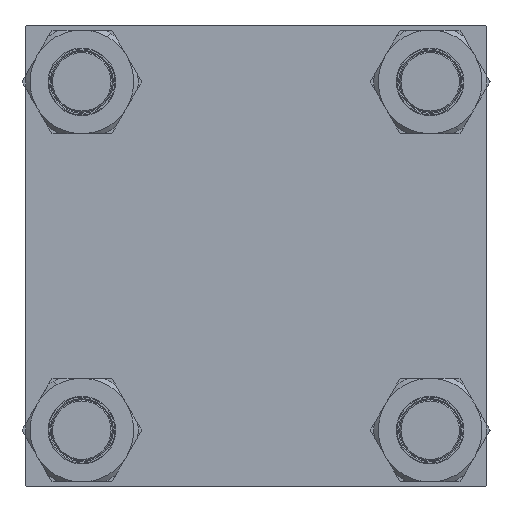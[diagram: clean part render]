
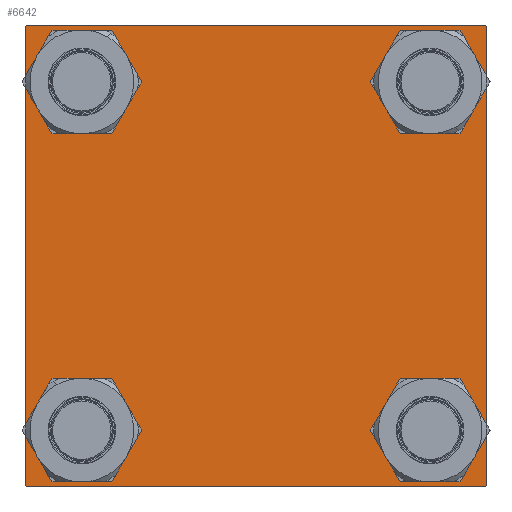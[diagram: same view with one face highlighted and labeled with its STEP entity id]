
A CAD part, left-side view. The second image highlights one B-rep face of the part: STEP entity #6642.
In plain terms, the highlighted planar face has unit normal (-1, 0, 0).
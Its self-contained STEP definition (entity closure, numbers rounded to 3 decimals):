
#134 = EDGE_CURVE ( 'NONE', #18656, #35709, #43554, .T. ) ;
#423 = CARTESIAN_POINT ( 'NONE',  ( 0., 77.45, -91.45 ) ) ;
#478 = EDGE_CURVE ( 'NONE', #35709, #18656, #13153, .T. ) ;
#718 = DIRECTION ( 'NONE',  ( 1., 0., 0. ) ) ;
#871 = DIRECTION ( 'NONE',  ( 0., 0., 1. ) ) ;
#1335 = DIRECTION ( 'NONE',  ( 0., 0., 1. ) ) ;
#1466 = CARTESIAN_POINT ( 'NONE',  ( 0., 102.25, 102.25 ) ) ;
#3004 = CIRCLE ( 'NONE', #29301, 14. ) ;
#3034 = DIRECTION ( 'NONE',  ( 0., 0., 1. ) ) ;
#3236 = AXIS2_PLACEMENT_3D ( 'NONE', #7680, #50636, #15395 ) ;
#3985 = VECTOR ( 'NONE', #17449, 1000. ) ;
#4030 = CIRCLE ( 'NONE', #3236, 14. ) ;
#4683 = EDGE_LOOP ( 'NONE', ( #39962, #19499 ) ) ;
#5039 = AXIS2_PLACEMENT_3D ( 'NONE', #16547, #40182, #1335 ) ;
#5469 = CARTESIAN_POINT ( 'NONE',  ( 0., -77.45, 91.45 ) ) ;
#6034 = CARTESIAN_POINT ( 'NONE',  ( 0., -102.25, 102.25 ) ) ;
#6642 = ADVANCED_FACE ( 'NONE', ( #21561, #17710, #41605, #34372, #10993 ), #49326, .T. ) ;
#7035 = DIRECTION ( 'NONE',  ( 0., 0.707, 0.707 ) ) ;
#7680 = CARTESIAN_POINT ( 'NONE',  ( 0., 77.45, -77.45 ) ) ;
#7849 = DIRECTION ( 'NONE',  ( 1., 0., 0. ) ) ;
#8205 = ORIENTED_EDGE ( 'NONE', *, *, #29420, .T. ) ;
#8267 = VERTEX_POINT ( 'NONE', #29398 ) ;
#8351 = CIRCLE ( 'NONE', #5039, 14. ) ;
#9964 = CARTESIAN_POINT ( 'NONE',  ( 0., 102.5, 102.5 ) ) ;
#9972 = ORIENTED_EDGE ( 'NONE', *, *, #37663, .T. ) ;
#10513 = ORIENTED_EDGE ( 'NONE', *, *, #48137, .T. ) ;
#10685 = VERTEX_POINT ( 'NONE', #34557 ) ;
#10993 = FACE_OUTER_BOUND ( 'NONE', #11948, .T. ) ;
#11053 = CARTESIAN_POINT ( 'NONE',  ( 0., -102., 102.5 ) ) ;
#11948 = EDGE_LOOP ( 'NONE', ( #15490, #23345, #9972, #8205, #48405, #31165, #34992, #10513 ) ) ;
#11949 = EDGE_CURVE ( 'NONE', #20409, #46742, #28171, .T. ) ;
#12508 = CIRCLE ( 'NONE', #48633, 14. ) ;
#12787 = VERTEX_POINT ( 'NONE', #33868 ) ;
#12835 = CARTESIAN_POINT ( 'NONE',  ( 0., -77.45, 77.45 ) ) ;
#13153 = CIRCLE ( 'NONE', #50935, 14. ) ;
#13492 = CARTESIAN_POINT ( 'NONE',  ( 0., 102.5, -102. ) ) ;
#13761 = CARTESIAN_POINT ( 'NONE',  ( 0., -77.45, 63.45 ) ) ;
#14141 = LINE ( 'NONE', #44231, #31349 ) ;
#14359 = DIRECTION ( 'NONE',  ( 0., 0., 1. ) ) ;
#14699 = ORIENTED_EDGE ( 'NONE', *, *, #42351, .T. ) ;
#14809 = VERTEX_POINT ( 'NONE', #47810 ) ;
#15156 = LINE ( 'NONE', #22872, #44407 ) ;
#15230 = DIRECTION ( 'NONE',  ( 1., 0., 0. ) ) ;
#15395 = DIRECTION ( 'NONE',  ( 0., 0., 1. ) ) ;
#15443 = EDGE_CURVE ( 'NONE', #10685, #12787, #17683, .T. ) ;
#15490 = ORIENTED_EDGE ( 'NONE', *, *, #11949, .T. ) ;
#16199 = CARTESIAN_POINT ( 'NONE',  ( 0., -102.5, 102.5 ) ) ;
#16547 = CARTESIAN_POINT ( 'NONE',  ( 0., 77.45, -77.45 ) ) ;
#16610 = CARTESIAN_POINT ( 'NONE',  ( 0., 102.5, 102.5 ) ) ;
#16836 = DIRECTION ( 'NONE',  ( 0., 0., 1. ) ) ;
#16991 = EDGE_CURVE ( 'NONE', #8267, #48218, #39849, .T. ) ;
#17449 = DIRECTION ( 'NONE',  ( 0., 0.707, -0.707 ) ) ;
#17683 = CIRCLE ( 'NONE', #35711, 14. ) ;
#17710 = FACE_BOUND ( 'NONE', #50429, .T. ) ;
#18079 = AXIS2_PLACEMENT_3D ( 'NONE', #12835, #718, #24648 ) ;
#18191 = DIRECTION ( 'NONE',  ( 0., -1., 0. ) ) ;
#18206 = LINE ( 'NONE', #1466, #3985 ) ;
#18369 = EDGE_CURVE ( 'NONE', #40417, #49059, #49564, .T. ) ;
#18656 = VERTEX_POINT ( 'NONE', #13761 ) ;
#19499 = ORIENTED_EDGE ( 'NONE', *, *, #134, .T. ) ;
#19503 = EDGE_CURVE ( 'NONE', #46263, #36296, #4030, .T. ) ;
#20409 = VERTEX_POINT ( 'NONE', #41930 ) ;
#21561 = FACE_BOUND ( 'NONE', #4683, .T. ) ;
#22036 = DIRECTION ( 'NONE',  ( 0., -1., 0. ) ) ;
#22318 = DIRECTION ( 'NONE',  ( -1., 0., 0. ) ) ;
#22872 = CARTESIAN_POINT ( 'NONE',  ( 0., 102.25, -102.25 ) ) ;
#23211 = VERTEX_POINT ( 'NONE', #27332 ) ;
#23345 = ORIENTED_EDGE ( 'NONE', *, *, #25975, .T. ) ;
#23789 = CARTESIAN_POINT ( 'NONE',  ( 0., 77.45, 77.45 ) ) ;
#24277 = EDGE_CURVE ( 'NONE', #36296, #46263, #8351, .T. ) ;
#24288 = CARTESIAN_POINT ( 'NONE',  ( 0., -77.45, -77.45 ) ) ;
#24648 = DIRECTION ( 'NONE',  ( 0., 0., 1. ) ) ;
#24817 = ORIENTED_EDGE ( 'NONE', *, *, #29497, .T. ) ;
#25112 = AXIS2_PLACEMENT_3D ( 'NONE', #23789, #7849, #871 ) ;
#25343 = VECTOR ( 'NONE', #22036, 1000. ) ;
#25975 = EDGE_CURVE ( 'NONE', #46742, #14809, #15156, .T. ) ;
#26615 = VECTOR ( 'NONE', #7035, 1000. ) ;
#27332 = CARTESIAN_POINT ( 'NONE',  ( 0., 77.45, 91.45 ) ) ;
#27402 = DIRECTION ( 'NONE',  ( 0., 0., -1. ) ) ;
#28171 = LINE ( 'NONE', #16610, #28230 ) ;
#28230 = VECTOR ( 'NONE', #27402, 1000. ) ;
#29301 = AXIS2_PLACEMENT_3D ( 'NONE', #50467, #15230, #42483 ) ;
#29398 = CARTESIAN_POINT ( 'NONE',  ( 0., -102.5, 102. ) ) ;
#29420 = EDGE_CURVE ( 'NONE', #40097, #48218, #14141, .T. ) ;
#29497 = EDGE_CURVE ( 'NONE', #40985, #23211, #12508, .T. ) ;
#30252 = LINE ( 'NONE', #45945, #38178 ) ;
#31165 = ORIENTED_EDGE ( 'NONE', *, *, #34739, .T. ) ;
#31339 = CARTESIAN_POINT ( 'NONE',  ( 0., 102., 102.5 ) ) ;
#31349 = VECTOR ( 'NONE', #49104, 1000. ) ;
#31874 = DIRECTION ( 'NONE',  ( 0., 0., -1. ) ) ;
#32966 = AXIS2_PLACEMENT_3D ( 'NONE', #38242, #22318, #14359 ) ;
#33536 = VECTOR ( 'NONE', #31874, 1000. ) ;
#33708 = CARTESIAN_POINT ( 'NONE',  ( 0., 77.45, -63.45 ) ) ;
#33868 = CARTESIAN_POINT ( 'NONE',  ( 0., -77.45, -91.45 ) ) ;
#34372 = FACE_BOUND ( 'NONE', #38263, .T. ) ;
#34557 = CARTESIAN_POINT ( 'NONE',  ( 0., -77.45, -63.45 ) ) ;
#34739 = EDGE_CURVE ( 'NONE', #8267, #49059, #42274, .T. ) ;
#34841 = ORIENTED_EDGE ( 'NONE', *, *, #15443, .T. ) ;
#34847 = DIRECTION ( 'NONE',  ( 0., 0., 1. ) ) ;
#34911 = CARTESIAN_POINT ( 'NONE',  ( 0., 77.45, 77.45 ) ) ;
#34992 = ORIENTED_EDGE ( 'NONE', *, *, #18369, .F. ) ;
#35709 = VERTEX_POINT ( 'NONE', #5469 ) ;
#35711 = AXIS2_PLACEMENT_3D ( 'NONE', #24288, #39965, #16836 ) ;
#36296 = VERTEX_POINT ( 'NONE', #33708 ) ;
#36733 = ORIENTED_EDGE ( 'NONE', *, *, #24277, .T. ) ;
#37452 = CIRCLE ( 'NONE', #25112, 14. ) ;
#37663 = EDGE_CURVE ( 'NONE', #14809, #40097, #30252, .T. ) ;
#37730 = CARTESIAN_POINT ( 'NONE',  ( 0., -102.5, -102. ) ) ;
#38178 = VECTOR ( 'NONE', #18191, 1000. ) ;
#38242 = CARTESIAN_POINT ( 'NONE',  ( 0., 0., 0. ) ) ;
#38263 = EDGE_LOOP ( 'NONE', ( #14699, #24817 ) ) ;
#38872 = CARTESIAN_POINT ( 'NONE',  ( 0., -102., -102.5 ) ) ;
#39849 = LINE ( 'NONE', #16199, #33536 ) ;
#39962 = ORIENTED_EDGE ( 'NONE', *, *, #478, .T. ) ;
#39965 = DIRECTION ( 'NONE',  ( 1., 0., 0. ) ) ;
#40097 = VERTEX_POINT ( 'NONE', #38872 ) ;
#40182 = DIRECTION ( 'NONE',  ( 1., 0., 0. ) ) ;
#40417 = VERTEX_POINT ( 'NONE', #31339 ) ;
#40985 = VERTEX_POINT ( 'NONE', #43758 ) ;
#41254 = EDGE_LOOP ( 'NONE', ( #36733, #50715 ) ) ;
#41605 = FACE_BOUND ( 'NONE', #41254, .T. ) ;
#41930 = CARTESIAN_POINT ( 'NONE',  ( 0., 102.5, 102. ) ) ;
#42167 = DIRECTION ( 'NONE',  ( 0., -0.707, -0.707 ) ) ;
#42274 = LINE ( 'NONE', #6034, #26615 ) ;
#42351 = EDGE_CURVE ( 'NONE', #23211, #40985, #37452, .T. ) ;
#42483 = DIRECTION ( 'NONE',  ( 0., 0., 1. ) ) ;
#42635 = DIRECTION ( 'NONE',  ( 1., 0., 0. ) ) ;
#43506 = ORIENTED_EDGE ( 'NONE', *, *, #44736, .T. ) ;
#43554 = CIRCLE ( 'NONE', #18079, 14. ) ;
#43758 = CARTESIAN_POINT ( 'NONE',  ( 0., 77.45, 63.45 ) ) ;
#44231 = CARTESIAN_POINT ( 'NONE',  ( 0., -102.25, -102.25 ) ) ;
#44407 = VECTOR ( 'NONE', #42167, 1000. ) ;
#44736 = EDGE_CURVE ( 'NONE', #12787, #10685, #3004, .T. ) ;
#45945 = CARTESIAN_POINT ( 'NONE',  ( 0., 102.5, -102.5 ) ) ;
#46188 = CARTESIAN_POINT ( 'NONE',  ( 0., -77.45, 77.45 ) ) ;
#46263 = VERTEX_POINT ( 'NONE', #423 ) ;
#46742 = VERTEX_POINT ( 'NONE', #13492 ) ;
#47810 = CARTESIAN_POINT ( 'NONE',  ( 0., 102., -102.5 ) ) ;
#48137 = EDGE_CURVE ( 'NONE', #40417, #20409, #18206, .T. ) ;
#48218 = VERTEX_POINT ( 'NONE', #37730 ) ;
#48405 = ORIENTED_EDGE ( 'NONE', *, *, #16991, .F. ) ;
#48633 = AXIS2_PLACEMENT_3D ( 'NONE', #34911, #42635, #3034 ) ;
#49059 = VERTEX_POINT ( 'NONE', #11053 ) ;
#49104 = DIRECTION ( 'NONE',  ( 0., -0.707, 0.707 ) ) ;
#49326 = PLANE ( 'NONE',  #32966 ) ;
#49564 = LINE ( 'NONE', #9964, #25343 ) ;
#50429 = EDGE_LOOP ( 'NONE', ( #34841, #43506 ) ) ;
#50467 = CARTESIAN_POINT ( 'NONE',  ( 0., -77.45, -77.45 ) ) ;
#50559 = DIRECTION ( 'NONE',  ( 1., 0., 0. ) ) ;
#50636 = DIRECTION ( 'NONE',  ( 1., 0., 0. ) ) ;
#50715 = ORIENTED_EDGE ( 'NONE', *, *, #19503, .T. ) ;
#50935 = AXIS2_PLACEMENT_3D ( 'NONE', #46188, #50559, #34847 ) ;
